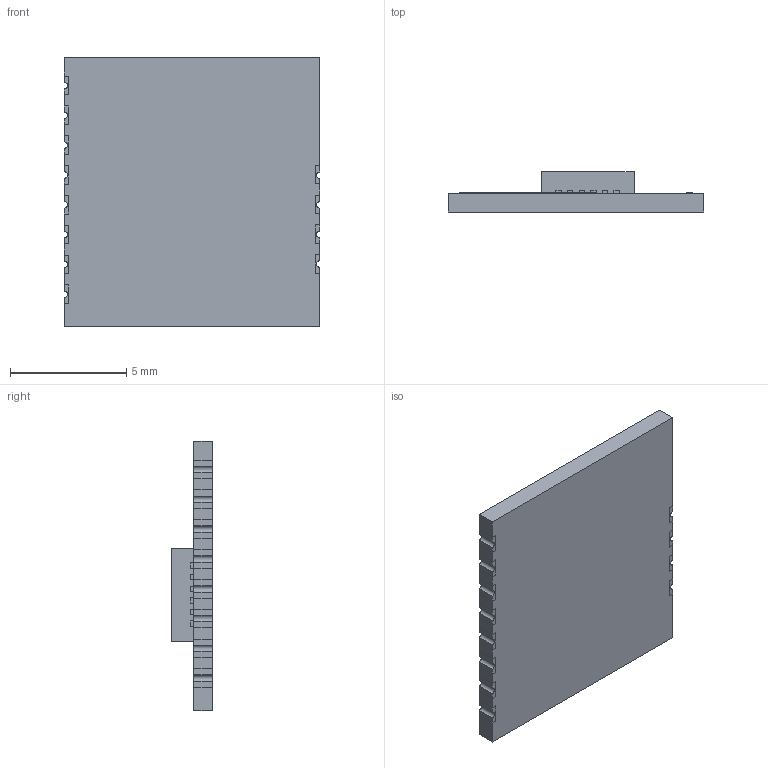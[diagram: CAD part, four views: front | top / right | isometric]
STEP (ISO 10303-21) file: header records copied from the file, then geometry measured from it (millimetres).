
FILE_DESCRIPTION(('FreeCAD Model'),'2;1');
FILE_NAME('Open CASCADE Shape Model','2025-10-25T16:21:02',(''),(''), 'Open CASCADE STEP processor 7.8','FreeCAD','Unknown');
FILE_SCHEMA(('AUTOMOTIVE_DESIGN { 1 0 10303 214 1 1 1 1 }'));
Length unit declared in the file: millimetre
Products named in the file (45): Unnamed; Wio-SX1262 v2; COMPOUND015; COMPOUND; COMPOUND001; COMPOUND002; COMPOUND003; COMPOUND004; COMPOUND005; COMPOUND006; COMPOUND007; COMPOUND008; COMPOUND009; COMPOUND010; COMPOUND011; COMPOUND012; STM32F413CHU032; STM32F413CHU6; STM32F413CHU007; STM32F413CHU008; STM32F413CHU009; STM32F413CHU010; STM32F413CHU011; STM32F413CHU012; STM32F413CHU013; STM32F413CHU014; STM32F413CHU015; STM32F413CHU016; STM32F413CHU017; STM32F413CHU018; STM32F413CHU019; STM32F413CHU020; STM32F413CHU021; STM32F413CHU022; STM32F413CHU023; STM32F413CHU024; STM32F413CHU025; STM32F413CHU026; STM32F413CHU027; STM32F413CHU028 ...
Assembly tree (44 placements, depth 4):
  Unnamed
    Wio-SX1262 v2
      COMPOUND015
        COMPOUND
        COMPOUND001
        COMPOUND002
        COMPOUND003
        COMPOUND004
        COMPOUND005
        COMPOUND006
        COMPOUND007
        COMPOUND008
        COMPOUND009
        COMPOUND010
        COMPOUND011
        COMPOUND012
    STM32F413CHU032
      STM32F413CHU6
      STM32F413CHU007
      STM32F413CHU008
      STM32F413CHU009
      STM32F413CHU010
      STM32F413CHU011
      STM32F413CHU012
      STM32F413CHU013
      STM32F413CHU014
      STM32F413CHU015
      STM32F413CHU016
      STM32F413CHU017
      STM32F413CHU018
      STM32F413CHU019
      STM32F413CHU020
      STM32F413CHU021
      STM32F413CHU022
      STM32F413CHU023
      STM32F413CHU024
      STM32F413CHU025
      STM32F413CHU026
      STM32F413CHU027
      STM32F413CHU028
      STM32F413CHU029
      STM32F413CHU030
      STM32F413CHU031
    sh.glb
      Mesh_Mesh_head_geo.001_lambert2SG.001
Bounding box: 11 x 1.75 x 11.6 mm (x, y, z)
Volume: 117.4 mm3; surface area: 411.2 mm2
Topology: 39 solids, 40 shells, 634 faces, 1448 edges, 896 vertices
Faces by surface type: plane 560, cylinder 74
Entity records: 18446 total; most frequent: CARTESIAN_POINT 3023, DIRECTION 2954, ORIENTED_EDGE 2896, EDGE_CURVE 1448, LINE 1300, VECTOR 1300, VERTEX_POINT 896, AXIS2_PLACEMENT_3D 827
